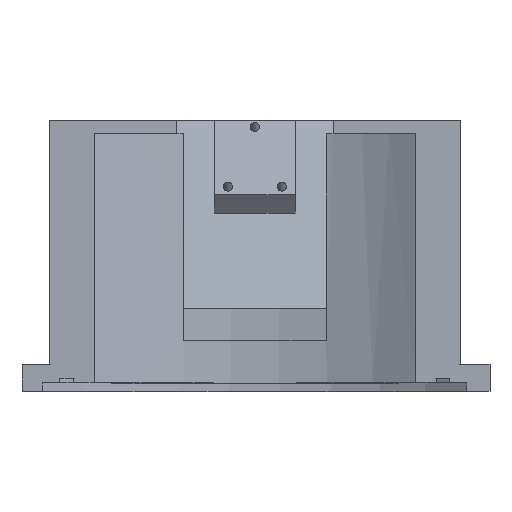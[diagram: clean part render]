
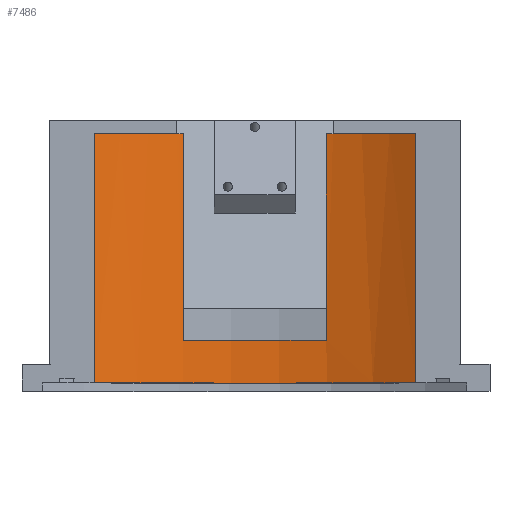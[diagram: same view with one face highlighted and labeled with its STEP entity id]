
A CAD part, top view. The second image highlights one B-rep face of the part: STEP entity #7486.
In plain terms, the highlighted cylindrical face has radius 110.125 mm (diameter 220.25 mm), a partial arc.
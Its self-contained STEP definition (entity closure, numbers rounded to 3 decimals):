
#569=CIRCLE('',#7932,110.125);
#572=CIRCLE('',#7940,110.125);
#576=CIRCLE('',#7950,110.125);
#577=CIRCLE('',#7953,110.125);
#583=CIRCLE('',#7962,110.125);
#584=CIRCLE('',#7964,110.125);
#598=CYLINDRICAL_SURFACE('',#7965,110.125);
#641=FACE_OUTER_BOUND('',#1092,.T.);
#1092=EDGE_LOOP('',(#5398,#5399,#5400,#5401,#5402,#5403,#5404,#5405,#5406,
#5407));
#1514=LINE('',#9639,#2290);
#1531=LINE('',#9673,#2307);
#1729=LINE('',#10706,#2505);
#1730=LINE('',#10707,#2506);
#2290=VECTOR('',#8249,10.);
#2307=VECTOR('',#8270,10.);
#2505=VECTOR('',#8584,10.);
#2506=VECTOR('',#8585,10.);
#3066=VERTEX_POINT('',#9636);
#3067=VERTEX_POINT('',#9638);
#3081=VERTEX_POINT('',#9670);
#3082=VERTEX_POINT('',#9672);
#3104=VERTEX_POINT('',#9733);
#3385=VERTEX_POINT('',#10650);
#3388=VERTEX_POINT('',#10673);
#3390=VERTEX_POINT('',#10676);
#3398=VERTEX_POINT('',#10697);
#3399=VERTEX_POINT('',#10702);
#3829=EDGE_CURVE('',#3067,#3066,#1514,.T.);
#3846=EDGE_CURVE('',#3082,#3081,#1531,.T.);
#3878=EDGE_CURVE('',#3104,#3066,#569,.T.);
#4163=EDGE_CURVE('',#3082,#3385,#572,.T.);
#4171=EDGE_CURVE('',#3081,#3067,#576,.T.);
#4176=EDGE_CURVE('',#3388,#3390,#577,.T.);
#4187=EDGE_CURVE('',#3104,#3398,#583,.T.);
#4189=EDGE_CURVE('',#3399,#3385,#584,.T.);
#4191=EDGE_CURVE('',#3390,#3398,#1729,.T.);
#4192=EDGE_CURVE('',#3388,#3399,#1730,.T.);
#5398=ORIENTED_EDGE('',*,*,#3846,.T.);
#5399=ORIENTED_EDGE('',*,*,#4171,.T.);
#5400=ORIENTED_EDGE('',*,*,#3829,.T.);
#5401=ORIENTED_EDGE('',*,*,#3878,.F.);
#5402=ORIENTED_EDGE('',*,*,#4187,.T.);
#5403=ORIENTED_EDGE('',*,*,#4191,.F.);
#5404=ORIENTED_EDGE('',*,*,#4176,.F.);
#5405=ORIENTED_EDGE('',*,*,#4192,.T.);
#5406=ORIENTED_EDGE('',*,*,#4189,.T.);
#5407=ORIENTED_EDGE('',*,*,#4163,.F.);
#7486=ADVANCED_FACE('',(#641),#598,.F.);
#7932=AXIS2_PLACEMENT_3D('',#9735,#8334,#8335);
#7940=AXIS2_PLACEMENT_3D('',#10651,#8517,#8518);
#7950=AXIS2_PLACEMENT_3D('',#10666,#8541,#8542);
#7953=AXIS2_PLACEMENT_3D('',#10677,#8551,#8552);
#7962=AXIS2_PLACEMENT_3D('',#10699,#8574,#8575);
#7964=AXIS2_PLACEMENT_3D('',#10703,#8579,#8580);
#7965=AXIS2_PLACEMENT_3D('',#10705,#8582,#8583);
#8249=DIRECTION('',(0.,1.,0.));
#8270=DIRECTION('',(0.,-1.,0.));
#8334=DIRECTION('center_axis',(0.,-1.,0.));
#8335=DIRECTION('ref_axis',(-1.,0.,0.));
#8517=DIRECTION('center_axis',(0.,-1.,0.));
#8518=DIRECTION('ref_axis',(-1.,0.,0.));
#8541=DIRECTION('center_axis',(0.,-1.,0.));
#8542=DIRECTION('ref_axis',(-1.,0.,0.));
#8551=DIRECTION('center_axis',(0.,-1.,0.));
#8552=DIRECTION('ref_axis',(-1.,0.,0.));
#8574=DIRECTION('center_axis',(0.,1.,0.));
#8575=DIRECTION('ref_axis',(-1.,0.,0.));
#8579=DIRECTION('center_axis',(0.,1.,0.));
#8580=DIRECTION('ref_axis',(-1.,0.,0.));
#8582=DIRECTION('center_axis',(0.,1.,0.));
#8583=DIRECTION('ref_axis',(-1.,0.,0.));
#8584=DIRECTION('',(0.,1.,0.));
#8585=DIRECTION('',(0.,1.,0.));
#9636=CARTESIAN_POINT('',(240.168,144.109,-287.37));
#9638=CARTESIAN_POINT('',(240.168,51.759,-287.37));
#9639=CARTESIAN_POINT('',(240.168,48.609,-287.37));
#9670=CARTESIAN_POINT('',(121.025,51.759,-287.37));
#9672=CARTESIAN_POINT('',(121.025,144.109,-287.37));
#9673=CARTESIAN_POINT('',(121.025,48.609,-287.37));
#9733=CARTESIAN_POINT('',(209.596,144.109,-300.986));
#9735=CARTESIAN_POINT('Origin',(180.596,144.109,-194.748));
#10650=CARTESIAN_POINT('',(151.596,144.109,-300.986));
#10651=CARTESIAN_POINT('Origin',(180.596,144.109,-194.748));
#10666=CARTESIAN_POINT('Origin',(180.596,51.759,-194.748));
#10673=CARTESIAN_POINT('',(154.096,67.609,-301.637));
#10676=CARTESIAN_POINT('',(207.097,67.609,-301.637));
#10677=CARTESIAN_POINT('Origin',(180.596,67.609,-194.748));
#10697=CARTESIAN_POINT('',(207.097,144.109,-301.637));
#10699=CARTESIAN_POINT('Origin',(180.596,144.109,-194.748));
#10702=CARTESIAN_POINT('',(154.096,144.109,-301.637));
#10703=CARTESIAN_POINT('Origin',(180.596,144.109,-194.748));
#10705=CARTESIAN_POINT('Origin',(180.596,48.609,-194.748));
#10706=CARTESIAN_POINT('',(207.097,48.609,-301.637));
#10707=CARTESIAN_POINT('',(154.096,48.609,-301.637));
